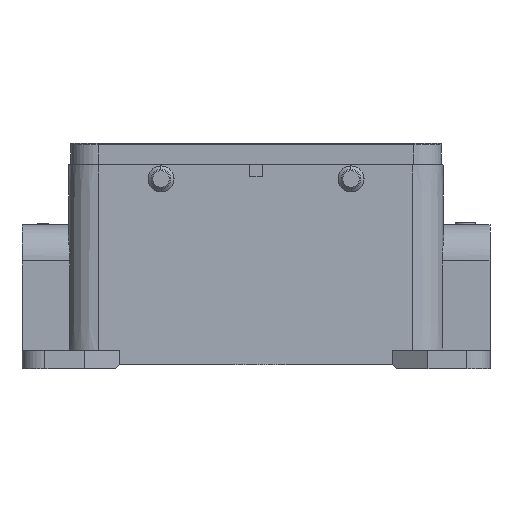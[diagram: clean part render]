
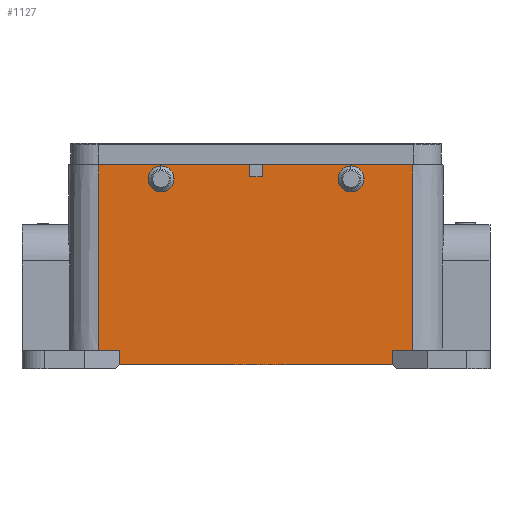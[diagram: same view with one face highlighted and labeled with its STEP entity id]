
A CAD part, front view. The second image highlights one B-rep face of the part: STEP entity #1127.
In plain terms, the highlighted planar face has unit normal (0, -1, 0.009).
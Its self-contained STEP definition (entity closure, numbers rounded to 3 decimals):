
#225=FACE_BOUND('',#2177,.T.);
#226=FACE_BOUND('',#2178,.T.);
#227=FACE_BOUND('',#2179,.T.);
#1127=ADVANCED_FACE('',(#225,#226,#227),#1453,.T.);
#1453=PLANE('',#7941);
#2177=EDGE_LOOP('',(#5040));
#2178=EDGE_LOOP('',(#5041));
#2179=EDGE_LOOP('',(#5042,#5043,#5044,#5045,#5046,#5047,#5048,#5049,#5050,
#5051,#5052,#5053));
#2635=LINE('',#11632,#3257);
#2636=LINE('',#11634,#3258);
#2648=LINE('',#11677,#3270);
#2653=LINE('',#11698,#3275);
#2660=LINE('',#11733,#3282);
#2689=LINE('',#11808,#3311);
#2692=LINE('',#11822,#3314);
#2699=LINE('',#11838,#3321);
#2833=LINE('',#12335,#3455);
#2846=LINE('',#12369,#3468);
#2848=LINE('',#12373,#3470);
#2849=LINE('',#12379,#3471);
#3257=VECTOR('',#9153,1.);
#3258=VECTOR('',#9156,1.);
#3270=VECTOR('',#9180,1.);
#3275=VECTOR('',#9191,1.);
#3282=VECTOR('',#9210,1.);
#3311=VECTOR('',#9283,1.);
#3314=VECTOR('',#9300,1.);
#3321=VECTOR('',#9311,1.);
#3455=VECTOR('',#9595,1.);
#3468=VECTOR('',#9630,1.);
#3470=VECTOR('',#9634,1.);
#3471=VECTOR('',#9641,1.);
#5040=ORIENTED_EDGE('',*,*,#7173,.T.);
#5041=ORIENTED_EDGE('',*,*,#7174,.T.);
#5042=ORIENTED_EDGE('',*,*,#7170,.T.);
#5043=ORIENTED_EDGE('',*,*,#7153,.T.);
#5044=ORIENTED_EDGE('',*,*,#6971,.F.);
#5045=ORIENTED_EDGE('',*,*,#6963,.T.);
#5046=ORIENTED_EDGE('',*,*,#6956,.F.);
#5047=ORIENTED_EDGE('',*,*,#7175,.T.);
#5048=ORIENTED_EDGE('',*,*,#6918,.F.);
#5049=ORIENTED_EDGE('',*,*,#6906,.T.);
#5050=ORIENTED_EDGE('',*,*,#6898,.T.);
#5051=ORIENTED_EDGE('',*,*,#6882,.T.);
#5052=ORIENTED_EDGE('',*,*,#6881,.F.);
#5053=ORIENTED_EDGE('',*,*,#7172,.F.);
#6036=VERTEX_POINT('',#11629);
#6037=VERTEX_POINT('',#11631);
#6038=VERTEX_POINT('',#11635);
#6051=VERTEX_POINT('',#11678);
#6056=VERTEX_POINT('',#11699);
#6066=VERTEX_POINT('',#11734);
#6087=VERTEX_POINT('',#11803);
#6089=VERTEX_POINT('',#11807);
#6094=VERTEX_POINT('',#11823);
#6101=VERTEX_POINT('',#11839);
#6221=VERTEX_POINT('',#12336);
#6231=VERTEX_POINT('',#12370);
#6232=VERTEX_POINT('',#12376);
#6233=VERTEX_POINT('',#12378);
#6881=EDGE_CURVE('',#6037,#6036,#2635,.T.);
#6882=EDGE_CURVE('',#6038,#6036,#2636,.T.);
#6898=EDGE_CURVE('',#6051,#6038,#2648,.T.);
#6906=EDGE_CURVE('',#6056,#6051,#2653,.T.);
#6918=EDGE_CURVE('',#6056,#6066,#2660,.T.);
#6956=EDGE_CURVE('',#6089,#6087,#2689,.T.);
#6963=EDGE_CURVE('',#6094,#6087,#2692,.T.);
#6971=EDGE_CURVE('',#6094,#6101,#2699,.T.);
#7153=EDGE_CURVE('',#6221,#6101,#2833,.T.);
#7170=EDGE_CURVE('',#6231,#6221,#2846,.T.);
#7172=EDGE_CURVE('',#6231,#6037,#2848,.T.);
#7173=EDGE_CURVE('',#6232,#6232,#7505,.T.);
#7174=EDGE_CURVE('',#6233,#6233,#7506,.T.);
#7175=EDGE_CURVE('',#6089,#6066,#2849,.T.);
#7505=ELLIPSE('',#7939,1.5,1.5);
#7506=ELLIPSE('',#7940,1.5,1.5);
#7939=AXIS2_PLACEMENT_3D('',#12375,#9637,#9638);
#7940=AXIS2_PLACEMENT_3D('',#12377,#9639,#9640);
#7941=AXIS2_PLACEMENT_3D('',#12380,#9642,#9643);
#9153=DIRECTION('',(1.,0.,0.));
#9156=DIRECTION('',(0.,-0.009,-1.));
#9180=DIRECTION('',(-1.,0.,0.));
#9191=DIRECTION('',(0.,0.009,1.));
#9210=DIRECTION('',(-1.,0.,0.));
#9283=DIRECTION('',(-1.,0.,0.));
#9300=DIRECTION('',(0.,-0.009,-1.));
#9311=DIRECTION('',(-1.,0.,0.));
#9595=DIRECTION('',(0.,-0.009,-1.));
#9630=DIRECTION('',(-1.,0.,0.));
#9634=DIRECTION('',(0.,-0.009,-1.));
#9637=DIRECTION('',(0.,1.,-0.009));
#9638=DIRECTION('',(0.,0.009,1.));
#9639=DIRECTION('',(0.,1.,-0.009));
#9640=DIRECTION('',(0.,0.009,1.));
#9641=DIRECTION('',(0.,0.009,1.));
#9642=DIRECTION('',(0.,-1.,0.009));
#9643=DIRECTION('',(-1.,0.,0.));
#11629=CARTESIAN_POINT('',(1.6,-21.526,21.5));
#11631=CARTESIAN_POINT('',(-1.6,-21.526,21.5));
#11632=CARTESIAN_POINT('',(-1.6,-21.526,21.5));
#11634=CARTESIAN_POINT('',(1.6,-21.5,24.5));
#11635=CARTESIAN_POINT('',(1.6,-21.5,24.5));
#11677=CARTESIAN_POINT('',(39.25,-21.5,24.5));
#11678=CARTESIAN_POINT('',(39.25,-21.5,24.5));
#11698=CARTESIAN_POINT('',(39.25,-21.906,-22.));
#11699=CARTESIAN_POINT('',(39.25,-21.906,-22.));
#11733=CARTESIAN_POINT('',(39.25,-21.906,-22.));
#11734=CARTESIAN_POINT('',(34.,-21.906,-22.));
#11803=CARTESIAN_POINT('',(-34.,-21.936,-25.5));
#11807=CARTESIAN_POINT('',(34.,-21.936,-25.5));
#11808=CARTESIAN_POINT('',(34.,-21.936,-25.5));
#11822=CARTESIAN_POINT('',(-34.,-21.906,-22.));
#11823=CARTESIAN_POINT('',(-34.,-21.906,-22.));
#11838=CARTESIAN_POINT('',(-34.,-21.906,-22.));
#11839=CARTESIAN_POINT('',(-39.25,-21.906,-22.));
#12335=CARTESIAN_POINT('',(-39.25,-21.5,24.5));
#12336=CARTESIAN_POINT('',(-39.25,-21.5,24.5));
#12369=CARTESIAN_POINT('',(-1.6,-21.5,24.5));
#12370=CARTESIAN_POINT('',(-1.6,-21.5,24.5));
#12373=CARTESIAN_POINT('',(-1.6,-21.5,24.5));
#12375=CARTESIAN_POINT('',(23.75,-21.531,21.));
#12376=CARTESIAN_POINT('',(23.75,-21.517,22.5));
#12377=CARTESIAN_POINT('',(-23.75,-21.531,21.));
#12378=CARTESIAN_POINT('',(-23.75,-21.517,22.5));
#12379=CARTESIAN_POINT('',(34.,-21.936,-25.5));
#12380=CARTESIAN_POINT('',(-41.628,-21.5,24.5));
